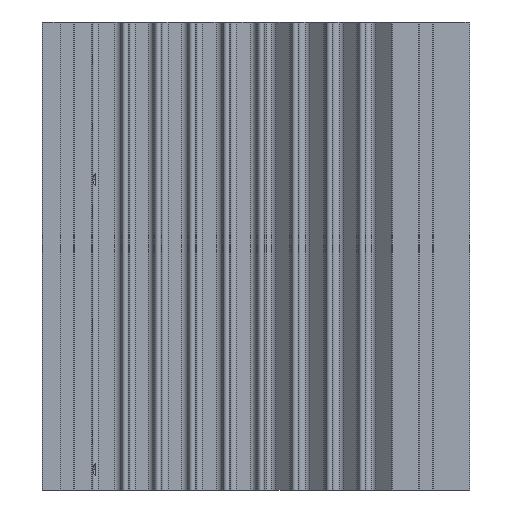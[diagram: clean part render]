
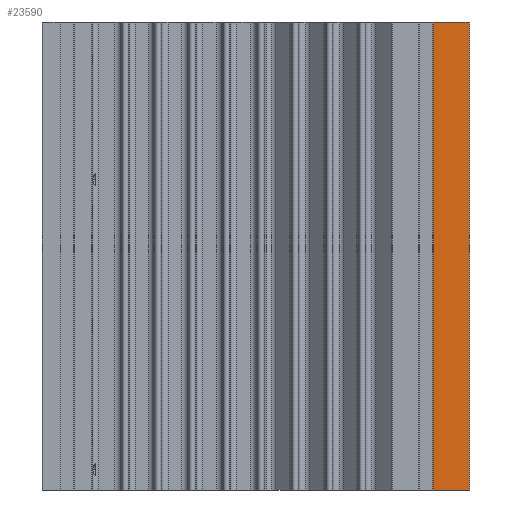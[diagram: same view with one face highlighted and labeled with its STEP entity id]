
A CAD part, left-side view. The second image highlights one B-rep face of the part: STEP entity #23590.
In plain terms, the highlighted planar face has unit normal (-1, 0, 0).
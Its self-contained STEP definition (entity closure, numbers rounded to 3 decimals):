
#961 = CARTESIAN_POINT ( 'NONE',  ( -62.5, -136.8, -75. ) ) ;
#2913 = LINE ( 'NONE', #29254, #29576 ) ;
#8234 = VECTOR ( 'NONE', #62226, 1000. ) ;
#9838 = CARTESIAN_POINT ( 'NONE',  ( -62.5, -136.8, -75. ) ) ;
#11049 = ORIENTED_EDGE ( 'NONE', *, *, #20620, .F. ) ;
#11267 = EDGE_LOOP ( 'NONE', ( #30021, #37969, #11049, #53333 ) ) ;
#20620 = EDGE_CURVE ( 'NONE', #44813, #21294, #65881, .T. ) ;
#21294 = VERTEX_POINT ( 'NONE', #44362 ) ;
#22297 = CARTESIAN_POINT ( 'NONE',  ( -62.5, 0., -75. ) ) ;
#23590 = ADVANCED_FACE ( 'NONE', ( #68251 ), #68331, .T. ) ;
#24211 = EDGE_CURVE ( 'NONE', #54395, #28601, #47749, .T. ) ;
#26243 = DIRECTION ( 'NONE',  ( 0., -1., 0. ) ) ;
#27161 = VECTOR ( 'NONE', #40792, 1000. ) ;
#28601 = VERTEX_POINT ( 'NONE', #68407 ) ;
#29254 = CARTESIAN_POINT ( 'NONE',  ( -62.5, 0., 75. ) ) ;
#29464 = CARTESIAN_POINT ( 'NONE',  ( -62.5, -125.3, -75. ) ) ;
#29576 = VECTOR ( 'NONE', #26243, 1000. ) ;
#30021 = ORIENTED_EDGE ( 'NONE', *, *, #24211, .T. ) ;
#30967 = DIRECTION ( 'NONE',  ( 0., 0., 1. ) ) ;
#37969 = ORIENTED_EDGE ( 'NONE', *, *, #72953, .F. ) ;
#40792 = DIRECTION ( 'NONE',  ( 0., 0., 1. ) ) ;
#44362 = CARTESIAN_POINT ( 'NONE',  ( -62.5, -125.3, 75. ) ) ;
#44813 = VERTEX_POINT ( 'NONE', #29464 ) ;
#45668 = CARTESIAN_POINT ( 'NONE',  ( -62.5, 0., -75. ) ) ;
#46143 = DIRECTION ( 'NONE',  ( 0., 0., 1. ) ) ;
#47749 = LINE ( 'NONE', #961, #27161 ) ;
#48641 = AXIS2_PLACEMENT_3D ( 'NONE', #45668, #69053, #46143 ) ;
#52063 = EDGE_CURVE ( 'NONE', #44813, #54395, #68026, .T. ) ;
#53333 = ORIENTED_EDGE ( 'NONE', *, *, #52063, .T. ) ;
#53481 = VECTOR ( 'NONE', #30967, 1000. ) ;
#54395 = VERTEX_POINT ( 'NONE', #9838 ) ;
#59426 = CARTESIAN_POINT ( 'NONE',  ( -62.5, -125.3, -75. ) ) ;
#62226 = DIRECTION ( 'NONE',  ( 0., -1., 0. ) ) ;
#65881 = LINE ( 'NONE', #59426, #53481 ) ;
#68026 = LINE ( 'NONE', #22297, #8234 ) ;
#68251 = FACE_OUTER_BOUND ( 'NONE', #11267, .T. ) ;
#68331 = PLANE ( 'NONE',  #48641 ) ;
#68407 = CARTESIAN_POINT ( 'NONE',  ( -62.5, -136.8, 75. ) ) ;
#69053 = DIRECTION ( 'NONE',  ( -1., 0., 0. ) ) ;
#72953 = EDGE_CURVE ( 'NONE', #21294, #28601, #2913, .T. ) ;
